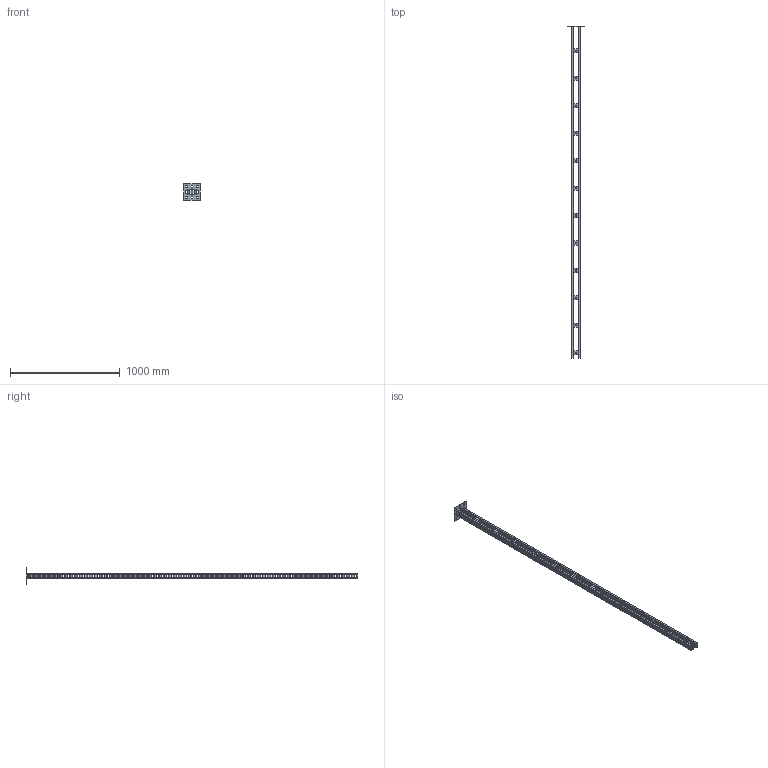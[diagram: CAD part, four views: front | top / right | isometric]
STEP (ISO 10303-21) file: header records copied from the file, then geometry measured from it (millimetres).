
FILE_DESCRIPTION (( 'STEP AP203' ), '1' );
FILE_NAME ('10-02-1430.STEP', '2013-05-02T11:48:18', ( 'asennus' ), ( '' ), 'SwSTEP 2.0', 'SolidWorks 2013', '' );
FILE_SCHEMA (( 'CONFIG_CONTROL_DESIGN' ));
Length unit declared in the file: millimetre
Products named in the file (1): 10-02-1430
Bounding box: 149 x 3021 x 149 mm (x, y, z)
Volume: 1552548.8 mm3; surface area: 1520866.2 mm2
Topology: 27 solids, 27 shells, 1040 faces, 2862 edges, 1876 vertices
Faces by surface type: plane 526, cylinder 514
Entity records: 33967 total; most frequent: DIRECTION 5972, CARTESIAN_POINT 5779, ORIENTED_EDGE 5724, EDGE_CURVE 2862, AXIS2_PLACEMENT_3D 2069, VERTEX_POINT 1876, LINE 1834, VECTOR 1834
